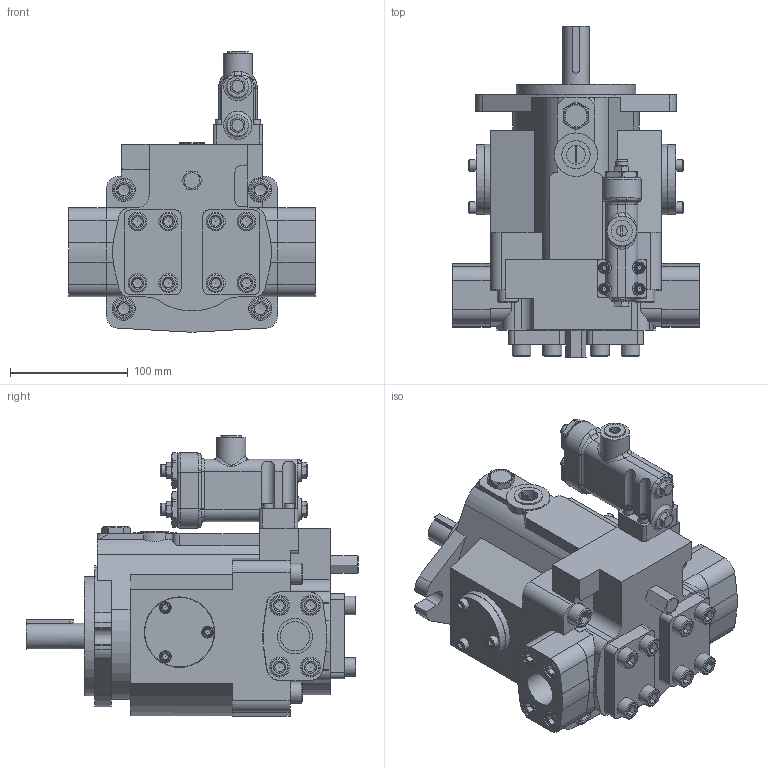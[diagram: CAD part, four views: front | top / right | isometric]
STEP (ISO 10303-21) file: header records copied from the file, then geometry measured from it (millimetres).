
FILE_DESCRIPTION(/* description */ ('Unknown'),/* implementation_level */ '2;1');
FILE_NAME(/* name */ 'V15後出油泵組+HL型調壓閥+梅花軸心13齒',/* time_stamp */ '2024-01-25T09:06:07+01:00',/* author */ ('Unknown'),/* organization */ ('Unknown'),/* preprocessor_version */ 'ST-DEVELOPER v18.102',/* originating_system */ 'Solid Edge',/* authorisation */ 'Unknown');
FILE_SCHEMA (('AUTOMOTIVE_DESIGN {1 0 10303 214 3 1 1}'));
Bounding box: 210 x 282.3 x 238.5 mm (x, y, z)
Volume: 4107477.4 mm3; surface area: 292436.6 mm2
Topology: 1 solids, 50 shells, 1287 faces, 3310 edges, 2104 vertices
Faces by surface type: plane 708, cylinder 278, cone 127, bspline 99, torus 45, sphere 30
Full cylindrical faces by diameter (mm): 3 x1, 4.134 x4, 5 x5, 5.5 x4, 6 x6, 6.5 x6, 6.647 x8, 8.376 x8, 8.5 x4, 9 x1, 9.5 x4, 10 x24, 10.5 x16, 11.862 x1, 12 x1, 12.1 x1, 13 x4, 14 x1, 16 x17, 17 x8, 17.294 x2, 18 x5, 20 x4, 22.2 x1, 24 x1, 24.376 x1, 25 x5, 29.835 x1, 37 x1, 46 x1
Entity records: 57359 total; most frequent: CARTESIAN_POINT 20930, ORIENTED_EDGE 5484, DIRECTION 5309, EDGE_CURVE 2742, AXIS2_PLACEMENT_3D 2082, VERTEX_POINT 1898, FACE_BOUND 1730, EDGE_LOOP 1704
